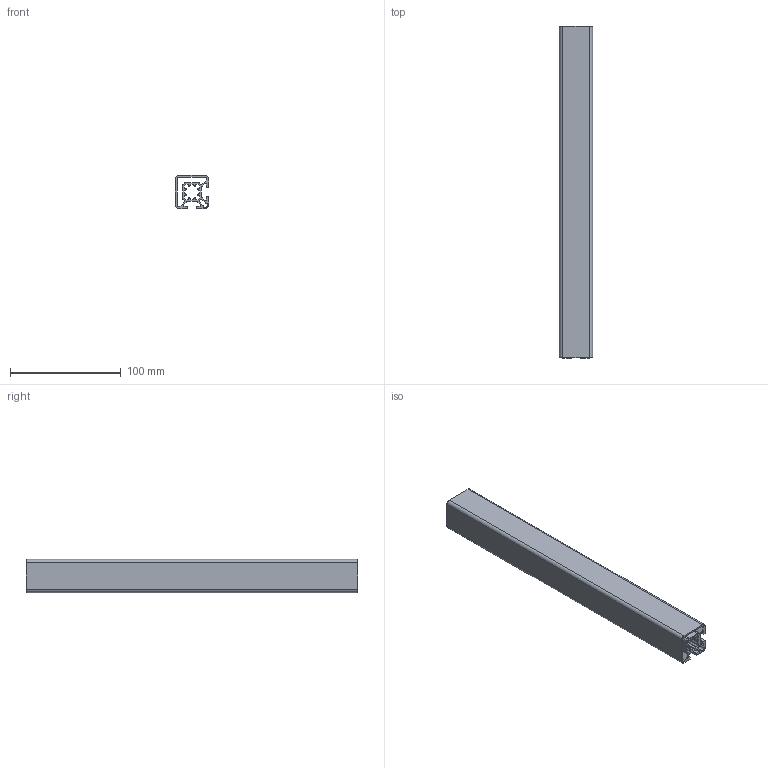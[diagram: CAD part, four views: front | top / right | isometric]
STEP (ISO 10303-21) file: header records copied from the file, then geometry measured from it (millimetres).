
FILE_DESCRIPTION (( 'STEP AP214' ), '1' );
FILE_NAME ('1728064662955.step', '2024-10-04T17:57:45', ( 'Windows User' ), ( '' ), 'SwSTEP 2.0', 'SolidWorks 2011', '' );
FILE_SCHEMA (( 'AUTOMOTIVE_DESIGN' ));
Length unit declared in the file: millimetre
Products named in the file (2): 1.11.030030.22Lx300.00(1); 1728064662955
Assembly tree (1 placements, depth 2):
  1728064662955
    1.11.030030.22Lx300.00(1)
Bounding box: 30 x 300 x 30 mm (x, y, z)
Volume: 90211.2 mm3; surface area: 111169.6 mm2
Topology: 1 solids, 1 shells, 110 faces, 324 edges, 216 vertices
Faces by surface type: plane 62, cylinder 48
Entity records: 3762 total; most frequent: CARTESIAN_POINT 654, DIRECTION 648, ORIENTED_EDGE 648, EDGE_CURVE 324, LINE 228, VECTOR 228, VERTEX_POINT 216, AXIS2_PLACEMENT_3D 210
